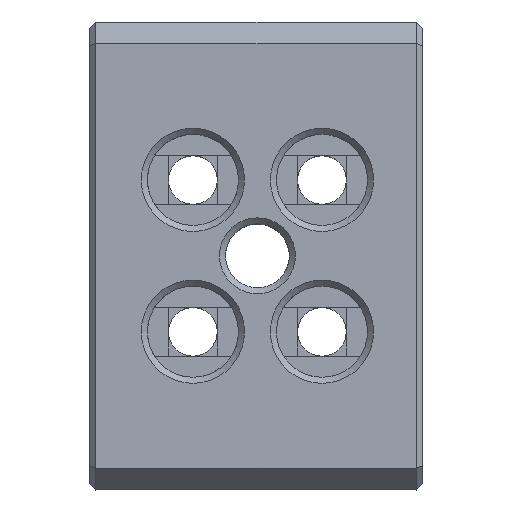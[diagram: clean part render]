
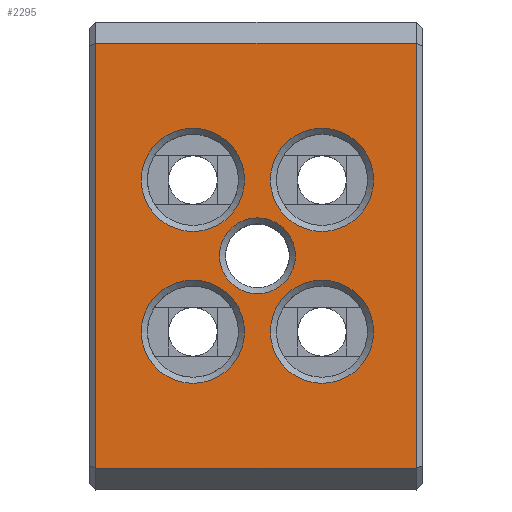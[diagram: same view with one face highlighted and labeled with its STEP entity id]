
A CAD part, top view. The second image highlights one B-rep face of the part: STEP entity #2295.
In plain terms, the highlighted planar face has unit normal (0, 0, 1).
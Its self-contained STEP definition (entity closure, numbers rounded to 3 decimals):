
#93=FACE_BOUND('',#358,.T.);
#94=FACE_BOUND('',#359,.T.);
#95=FACE_BOUND('',#360,.T.);
#96=FACE_BOUND('',#361,.T.);
#97=FACE_BOUND('',#362,.T.);
#108=PLANE('',#2481);
#214=FACE_OUTER_BOUND('',#357,.T.);
#357=EDGE_LOOP('',(#1667,#1668,#1669,#1670));
#358=EDGE_LOOP('',(#1671));
#359=EDGE_LOOP('',(#1672));
#360=EDGE_LOOP('',(#1673));
#361=EDGE_LOOP('',(#1674));
#362=EDGE_LOOP('',(#1675));
#512=LINE('',#3504,#741);
#513=LINE('',#3506,#742);
#514=LINE('',#3508,#743);
#515=LINE('',#3509,#744);
#741=VECTOR('',#2791,10.);
#742=VECTOR('',#2792,10.);
#743=VECTOR('',#2793,10.);
#744=VECTOR('',#2794,10.);
#973=CIRCLE('',#2479,3.4);
#975=CIRCLE('',#2482,3.4);
#976=CIRCLE('',#2483,3.4);
#977=CIRCLE('',#2484,2.5);
#978=CIRCLE('',#2485,3.4);
#1050=VERTEX_POINT('',#3496);
#1052=VERTEX_POINT('',#3502);
#1053=VERTEX_POINT('',#3503);
#1054=VERTEX_POINT('',#3505);
#1055=VERTEX_POINT('',#3507);
#1056=VERTEX_POINT('',#3510);
#1057=VERTEX_POINT('',#3512);
#1058=VERTEX_POINT('',#3514);
#1059=VERTEX_POINT('',#3516);
#1279=EDGE_CURVE('',#1050,#1050,#973,.T.);
#1282=EDGE_CURVE('',#1052,#1053,#512,.T.);
#1283=EDGE_CURVE('',#1052,#1054,#513,.T.);
#1284=EDGE_CURVE('',#1055,#1054,#514,.T.);
#1285=EDGE_CURVE('',#1055,#1053,#515,.T.);
#1286=EDGE_CURVE('',#1056,#1056,#975,.T.);
#1287=EDGE_CURVE('',#1057,#1057,#976,.T.);
#1288=EDGE_CURVE('',#1058,#1058,#977,.T.);
#1289=EDGE_CURVE('',#1059,#1059,#978,.T.);
#1667=ORIENTED_EDGE('',*,*,#1282,.F.);
#1668=ORIENTED_EDGE('',*,*,#1283,.T.);
#1669=ORIENTED_EDGE('',*,*,#1284,.F.);
#1670=ORIENTED_EDGE('',*,*,#1285,.T.);
#1671=ORIENTED_EDGE('',*,*,#1286,.F.);
#1672=ORIENTED_EDGE('',*,*,#1287,.F.);
#1673=ORIENTED_EDGE('',*,*,#1288,.T.);
#1674=ORIENTED_EDGE('',*,*,#1289,.F.);
#1675=ORIENTED_EDGE('',*,*,#1279,.F.);
#2295=ADVANCED_FACE('',(#214,#93,#94,#95,#96,#97),#108,.T.);
#2479=AXIS2_PLACEMENT_3D('',#3497,#2784,#2785);
#2481=AXIS2_PLACEMENT_3D('',#3501,#2789,#2790);
#2482=AXIS2_PLACEMENT_3D('',#3511,#2795,#2796);
#2483=AXIS2_PLACEMENT_3D('',#3513,#2797,#2798);
#2484=AXIS2_PLACEMENT_3D('',#3515,#2799,#2800);
#2485=AXIS2_PLACEMENT_3D('',#3517,#2801,#2802);
#2784=DIRECTION('center_axis',(0.,0.,1.));
#2785=DIRECTION('ref_axis',(0.,-1.,0.));
#2789=DIRECTION('center_axis',(0.,0.,1.));
#2790=DIRECTION('ref_axis',(1.,0.,0.));
#2791=DIRECTION('',(-1.,0.,0.));
#2792=DIRECTION('',(0.,1.,0.));
#2793=DIRECTION('',(1.,0.,0.));
#2794=DIRECTION('',(0.,-1.,0.));
#2795=DIRECTION('center_axis',(0.,0.,1.));
#2796=DIRECTION('ref_axis',(0.,-1.,0.));
#2797=DIRECTION('center_axis',(0.,0.,1.));
#2798=DIRECTION('ref_axis',(0.,-1.,0.));
#2799=DIRECTION('center_axis',(0.,0.,-1.));
#2800=DIRECTION('ref_axis',(1.,0.,0.));
#2801=DIRECTION('center_axis',(0.,0.,1.));
#2802=DIRECTION('ref_axis',(0.,-1.,0.));
#3496=CARTESIAN_POINT('',(4.345,-1.6,6.603));
#3497=CARTESIAN_POINT('Origin',(4.345,-5.,6.603));
#3501=CARTESIAN_POINT('Origin',(0.061,-0.04,
6.603));
#3502=CARTESIAN_POINT('',(10.545,-14.,6.603));
#3503=CARTESIAN_POINT('',(-10.545,-14.,6.603));
#3504=CARTESIAN_POINT('',(0.303,-14.,6.603));
#3505=CARTESIAN_POINT('',(10.545,14.,6.603));
#3506=CARTESIAN_POINT('',(10.545,-0.283,6.603));
#3507=CARTESIAN_POINT('',(-10.545,14.,6.603));
#3508=CARTESIAN_POINT('',(0.303,14.,6.603));
#3509=CARTESIAN_POINT('',(-10.545,-0.283,6.603));
#3510=CARTESIAN_POINT('',(4.345,8.4,6.603));
#3511=CARTESIAN_POINT('Origin',(4.345,5.,6.603));
#3512=CARTESIAN_POINT('',(-4.155,-1.6,6.603));
#3513=CARTESIAN_POINT('Origin',(-4.155,-5.,6.603));
#3514=CARTESIAN_POINT('',(-2.405,0.,6.603));
#3515=CARTESIAN_POINT('Origin',(0.095,0.,
6.603));
#3516=CARTESIAN_POINT('',(-4.155,8.4,6.603));
#3517=CARTESIAN_POINT('Origin',(-4.155,5.,6.603));
